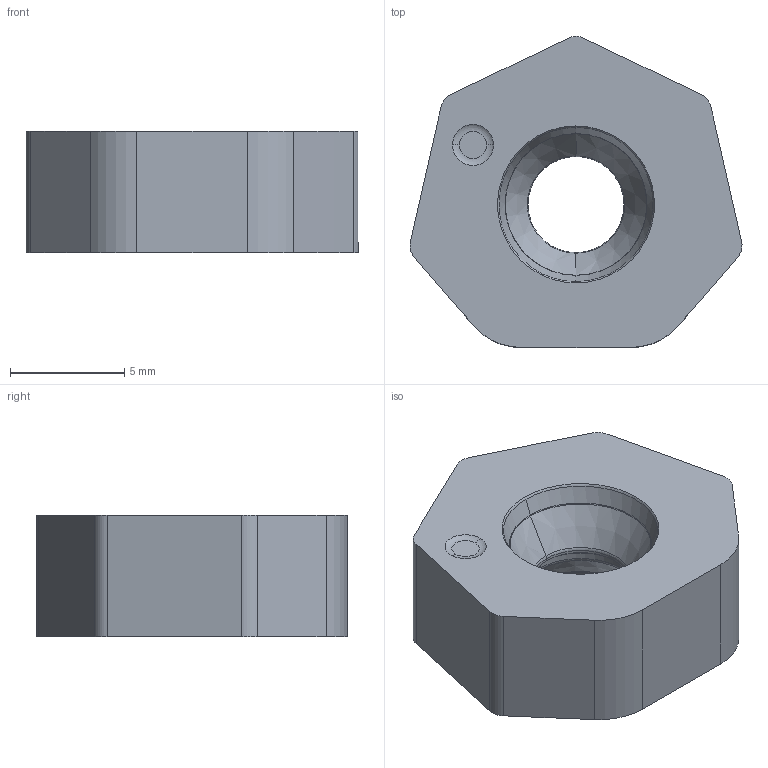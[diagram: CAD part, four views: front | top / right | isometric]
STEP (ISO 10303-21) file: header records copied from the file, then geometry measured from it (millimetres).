
FILE_DESCRIPTION((''),'2;1');
FILE_NAME('WNEU1305ZEN4C-M','2023-08-31T15:09:22',('tlyac01'),('PTC Japan'),'CREO PARAMETRIC BY PTC INC, 2021424','CREO PARAMETRIC BY PTC INC, 2021424','');
FILE_SCHEMA(('AUTOMOTIVE_DESIGN { 1 0 10303 214 1 1 1 1 }'));
Length unit declared in the file: millimetre
Products named in the file (1): WNEU1305ZEN4C-M
Bounding box: 14.51 x 13.6 x 5.32 mm (x, y, z)
Volume: 661.6 mm3; surface area: 569.3 mm2
Topology: 1 solids, 1 shells, 46 faces, 149 edges, 107 vertices
Faces by surface type: torus 16, cone 12, plane 9, cylinder 9
Entity records: 2249 total; most frequent: DIRECTION 355, CARTESIAN_POINT 292, ORIENTED_EDGE 268, AXIS2_PLACEMENT_3D 157, PRESENTATION_STYLE_ASSIGNMENT 152, STYLED_ITEM 152, CURVE_STYLE 151, EDGE_CURVE 134
